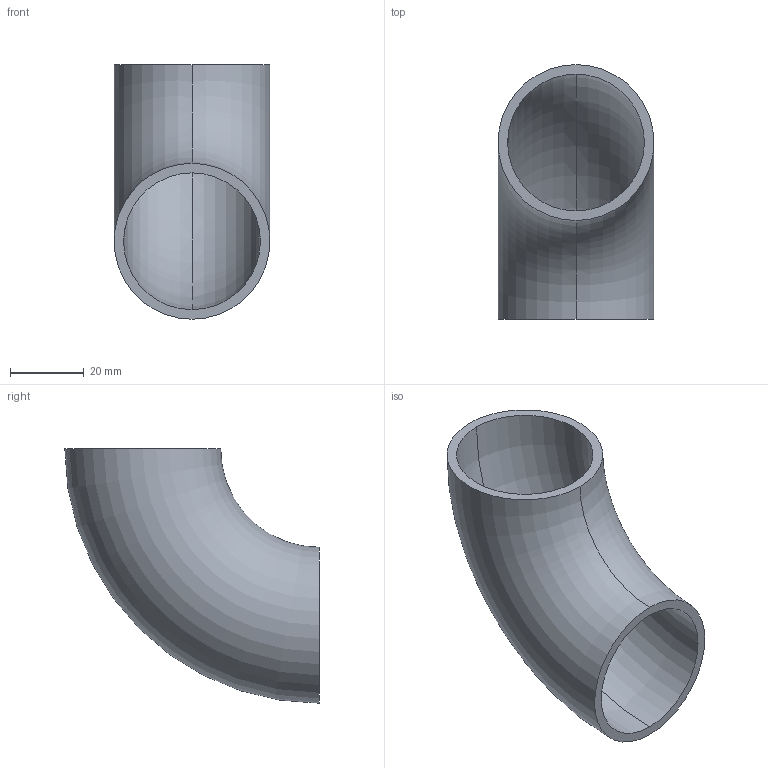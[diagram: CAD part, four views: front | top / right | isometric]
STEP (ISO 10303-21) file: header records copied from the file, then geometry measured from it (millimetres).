
FILE_DESCRIPTION (( 'STEP AP203' ), '1' );
FILE_NAME ('55190-240-26.step', '2018-12-17T10:21:55', ( '' ), ( '' ), 'SwSTEP 2.0', 'SolidWorks 2015', '' );
FILE_SCHEMA (( 'CONFIG_CONTROL_DESIGN' ));
Length unit declared in the file: millimetre
Products named in the file (1): 55190-240-26
Bounding box: 42.4 x 69.2 x 69.2 mm (x, y, z)
Volume: 24510.7 mm3; surface area: 19515.9 mm2
Topology: 1 solids, 1 shells, 257 faces, 681 edges, 454 vertices
Faces by surface type: plane 113, bspline 112, torus 32
Entity records: 13152 total; most frequent: CARTESIAN_POINT 7885, ORIENTED_EDGE 1362, EDGE_CURVE 681, DIRECTION 539, VERTEX_POINT 454, B_SPLINE_CURVE_WITH_KNOTS 446, EDGE_LOOP 287, FACE_OUTER_BOUND 257
